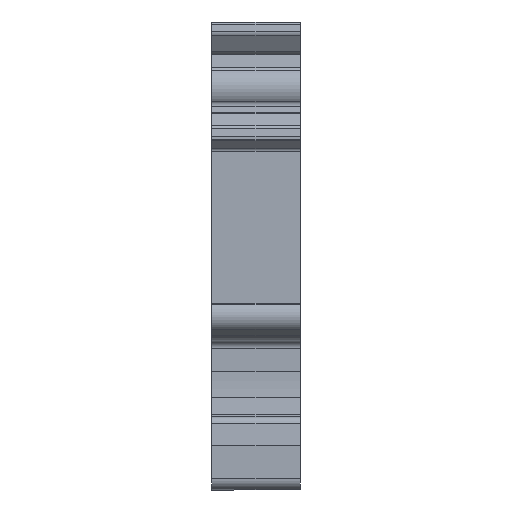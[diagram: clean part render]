
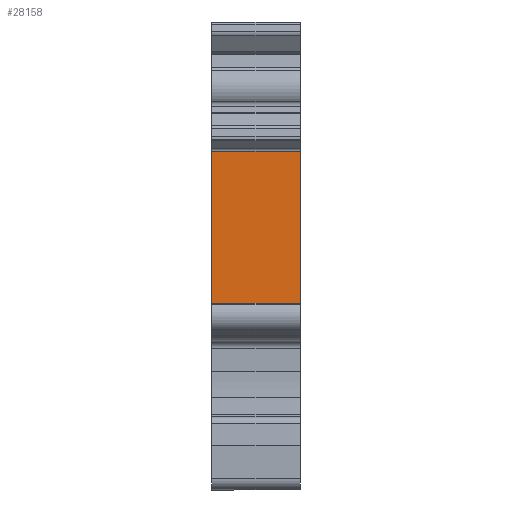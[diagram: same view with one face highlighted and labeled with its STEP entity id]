
A CAD part, left-side view. The second image highlights one B-rep face of the part: STEP entity #28158.
In plain terms, the highlighted planar face has unit normal (-1, 0, 0).
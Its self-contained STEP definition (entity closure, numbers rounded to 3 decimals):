
#447 = VERTEX_POINT ( 'NONE', #29473 ) ;
#853 = DIRECTION ( 'NONE',  ( 0., -1., 0. ) ) ;
#2995 = EDGE_CURVE ( 'NONE', #11585, #33274, #35496, .T. ) ;
#4362 = AXIS2_PLACEMENT_3D ( 'NONE', #35311, #20841, #32022 ) ;
#5080 = DIRECTION ( 'NONE',  ( 0., -1., 0. ) ) ;
#6028 = CARTESIAN_POINT ( 'NONE',  ( -47.05, 8., 23.288 ) ) ;
#9311 = CARTESIAN_POINT ( 'NONE',  ( -47.05, 0., 9.575 ) ) ;
#9630 = PLANE ( 'NONE',  #4362 ) ;
#9859 = VECTOR ( 'NONE', #5080, 1000. ) ;
#10217 = CARTESIAN_POINT ( 'NONE',  ( -47.05, 7.95, 9.575 ) ) ;
#10461 = ORIENTED_EDGE ( 'NONE', *, *, #24222, .T. ) ;
#11585 = VERTEX_POINT ( 'NONE', #23032 ) ;
#12966 = LINE ( 'NONE', #10217, #9859 ) ;
#13053 = VECTOR ( 'NONE', #35446, 1000. ) ;
#13649 = VECTOR ( 'NONE', #853, 1000. ) ;
#14202 = ORIENTED_EDGE ( 'NONE', *, *, #2995, .F. ) ;
#14773 = CARTESIAN_POINT ( 'NONE',  ( -47.05, 7.95, 23.288 ) ) ;
#18186 = EDGE_CURVE ( 'NONE', #29773, #11585, #25782, .T. ) ;
#18824 = DIRECTION ( 'NONE',  ( 0., 0., -1. ) ) ;
#19869 = EDGE_LOOP ( 'NONE', ( #14202, #29805, #10461, #20498 ) ) ;
#20498 = ORIENTED_EDGE ( 'NONE', *, *, #35483, .T. ) ;
#20841 = DIRECTION ( 'NONE',  ( -1., 0., 0. ) ) ;
#21171 = LINE ( 'NONE', #24273, #13053 ) ;
#21579 = CARTESIAN_POINT ( 'NONE',  ( -47.05, 0., 23.288 ) ) ;
#23032 = CARTESIAN_POINT ( 'NONE',  ( -47.05, 0., 23.288 ) ) ;
#24222 = EDGE_CURVE ( 'NONE', #29773, #447, #21171, .T. ) ;
#24273 = CARTESIAN_POINT ( 'NONE',  ( -47.05, 8., 23.288 ) ) ;
#25782 = LINE ( 'NONE', #14773, #13649 ) ;
#26858 = FACE_OUTER_BOUND ( 'NONE', #19869, .T. ) ;
#28158 = ADVANCED_FACE ( 'NONE', ( #26858 ), #9630, .T. ) ;
#29473 = CARTESIAN_POINT ( 'NONE',  ( -47.05, 8., 9.575 ) ) ;
#29773 = VERTEX_POINT ( 'NONE', #6028 ) ;
#29805 = ORIENTED_EDGE ( 'NONE', *, *, #18186, .F. ) ;
#32022 = DIRECTION ( 'NONE',  ( 0., 1., 0. ) ) ;
#32316 = VECTOR ( 'NONE', #18824, 1000. ) ;
#33274 = VERTEX_POINT ( 'NONE', #9311 ) ;
#35311 = CARTESIAN_POINT ( 'NONE',  ( -47.05, 7.95, 23.288 ) ) ;
#35446 = DIRECTION ( 'NONE',  ( 0., 0., -1. ) ) ;
#35483 = EDGE_CURVE ( 'NONE', #447, #33274, #12966, .T. ) ;
#35496 = LINE ( 'NONE', #21579, #32316 ) ;
